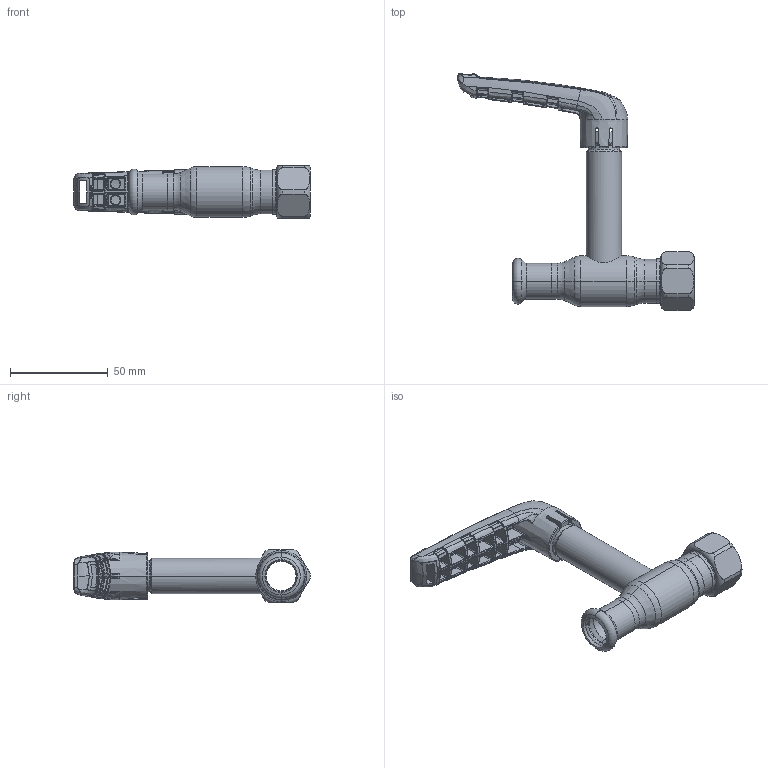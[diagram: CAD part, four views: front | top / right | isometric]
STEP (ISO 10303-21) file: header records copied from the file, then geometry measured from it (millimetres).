
FILE_DESCRIPTION (( 'STEP AP214' ), '1' );
FILE_NAME ('XPR11001 DN10 G12 x 15.step', '2018-09-14T10:34:44', ( '' ), ( '' ), 'SwSTEP 2.0', 'SolidWorks 2017', '' );
FILE_SCHEMA (( 'AUTOMOTIVE_DESIGN' ));
Length unit declared in the file: millimetre
Products named in the file (1): XPR11001 DN10 G12 x 15
Bounding box: 120.98 x 121.18 x 27 mm (x, y, z)
Surface area: 23636.9 mm2 (no closed solid volume)
Topology: 0 solids, 8 shells, 805 faces, 2451 edges, 1552 vertices
Faces by surface type: bspline 650, plane 58, cylinder 46, cone 26, torus 25
Entity records: 59276 total; most frequent: CARTESIAN_POINT 34581, ORIENTED_EDGE 4154, EDGE_CURVE 2423, B_SPLINE_CURVE_WITH_KNOTS 1689, DIRECTION 1598, VERTEX_POINT 1552, EDGE_LOOP 828, UNCERTAINTY_MEASURE_WITH_UNIT 807
